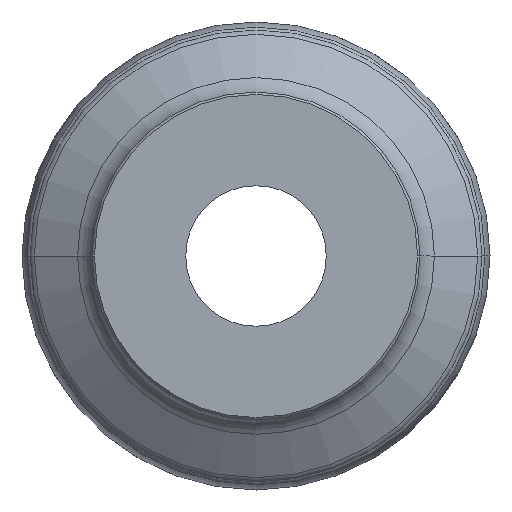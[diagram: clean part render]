
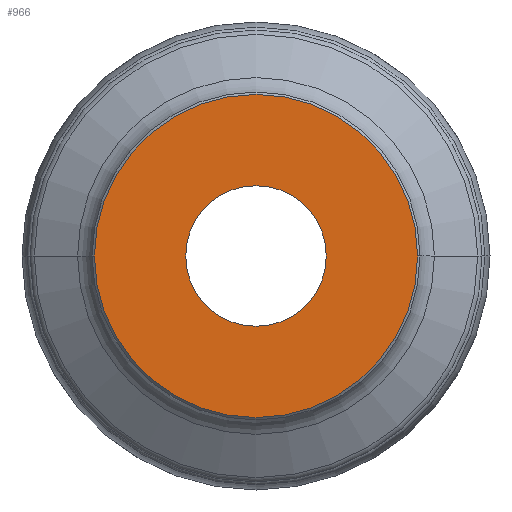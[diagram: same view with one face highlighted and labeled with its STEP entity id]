
A CAD part, left-side view. The second image highlights one B-rep face of the part: STEP entity #966.
In plain terms, the highlighted planar face has unit normal (-1, 0, 0).
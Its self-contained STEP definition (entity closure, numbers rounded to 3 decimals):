
#547=CARTESIAN_POINT('Vertex',(0.,69.,0.)) ;
#550=CARTESIAN_POINT('Axis2P3D Location',(0.,0.,0.)) ;
#554=CARTESIAN_POINT('Vertex',(0.,-69.,0.)) ;
#569=CARTESIAN_POINT('Axis2P3D Location',(0.,0.,0.)) ;
#586=CARTESIAN_POINT('Axis2P3D Location',(0.,0.,0.)) ;
#590=CARTESIAN_POINT('Vertex',(0.,30.,0.)) ;
#592=CARTESIAN_POINT('Vertex',(0.,-30.,0.)) ;
#621=CARTESIAN_POINT('Axis2P3D Location',(0.,0.,0.)) ;
#953=CARTESIAN_POINT('Axis2P3D Location',(0.,30.,0.)) ;
#551=DIRECTION('Axis2P3D Direction',(1.,0.,0.)) ;
#570=DIRECTION('Axis2P3D Direction',(1.,0.,0.)) ;
#587=DIRECTION('Axis2P3D Direction',(1.,0.,0.)) ;
#622=DIRECTION('Axis2P3D Direction',(1.,0.,0.)) ;
#954=DIRECTION('Axis2P3D Direction',(1.,0.,0.)) ;
#955=DIRECTION('Axis2P3D XDirection',(0.,1.,0.)) ;
#552=AXIS2_PLACEMENT_3D('Circle Axis2P3D',#550,#551,$) ;
#571=AXIS2_PLACEMENT_3D('Circle Axis2P3D',#569,#570,$) ;
#588=AXIS2_PLACEMENT_3D('Circle Axis2P3D',#586,#587,$) ;
#623=AXIS2_PLACEMENT_3D('Circle Axis2P3D',#621,#622,$) ;
#956=AXIS2_PLACEMENT_3D('Plane Axis2P3D',#953,#954,#955) ;
#959=ORIENTED_EDGE('',*,*,#556,.F.) ;
#960=ORIENTED_EDGE('',*,*,#573,.F.) ;
#963=ORIENTED_EDGE('',*,*,#625,.T.) ;
#964=ORIENTED_EDGE('',*,*,#594,.T.) ;
#965=FACE_BOUND('',#962,.T.) ;
#966=ADVANCED_FACE('Hauptk\X2\00F6\X0\rper',(#961,#965),#957,.F.) ;
#553=CIRCLE('generated circle',#552,69.) ;
#572=CIRCLE('generated circle',#571,69.) ;
#589=CIRCLE('generated circle',#588,30.) ;
#624=CIRCLE('generated circle',#623,30.) ;
#556=EDGE_CURVE('',#548,#555,#553,.T.) ;
#573=EDGE_CURVE('',#555,#548,#572,.T.) ;
#594=EDGE_CURVE('',#591,#593,#589,.T.) ;
#625=EDGE_CURVE('',#593,#591,#624,.T.) ;
#958=EDGE_LOOP('',(#959,#960)) ;
#962=EDGE_LOOP('',(#963,#964)) ;
#961=FACE_OUTER_BOUND('',#958,.T.) ;
#957=PLANE('',#956) ;
#548=VERTEX_POINT('',#547) ;
#555=VERTEX_POINT('',#554) ;
#591=VERTEX_POINT('',#590) ;
#593=VERTEX_POINT('',#592) ;
